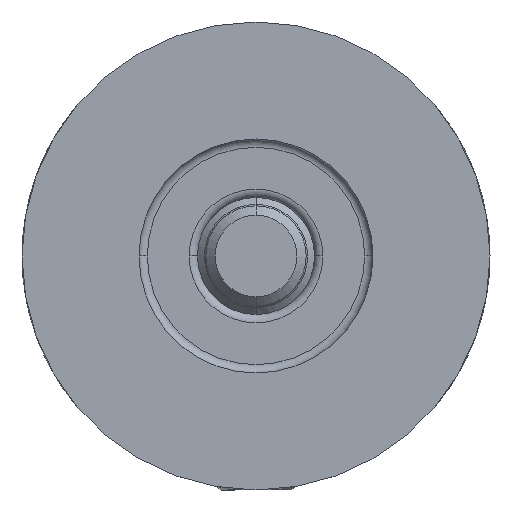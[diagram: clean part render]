
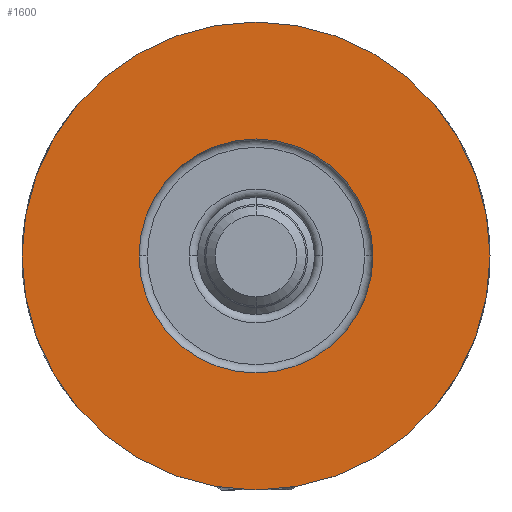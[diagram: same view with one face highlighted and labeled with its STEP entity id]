
A CAD part, front view. The second image highlights one B-rep face of the part: STEP entity #1600.
In plain terms, the highlighted face is planar.
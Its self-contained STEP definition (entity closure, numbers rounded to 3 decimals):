
#16 = ORIENTED_EDGE ( 'NONE', *, *, #3168, .F. ) ;
#56 = CIRCLE ( 'NONE', #2817, 7. ) ;
#62 = ORIENTED_EDGE ( 'NONE', *, *, #2941, .F. ) ;
#335 = CARTESIAN_POINT ( 'NONE',  ( 0., 0., 10. ) ) ;
#343 = CIRCLE ( 'NONE', #353, 7. ) ;
#353 = AXIS2_PLACEMENT_3D ( 'NONE', #2629, #1872, #2643 ) ;
#405 = FACE_OUTER_BOUND ( 'NONE', #2627, .T. ) ;
#410 = CARTESIAN_POINT ( 'NONE',  ( 14., 0., 10. ) ) ;
#488 = ORIENTED_EDGE ( 'NONE', *, *, #588, .F. ) ;
#588 = EDGE_CURVE ( 'NONE', #1437, #1916, #343, .T. ) ;
#602 = CARTESIAN_POINT ( 'NONE',  ( -15.613, -14., 10. ) ) ;
#615 = DIRECTION ( 'NONE',  ( -1., 0., 0. ) ) ;
#852 = CARTESIAN_POINT ( 'NONE',  ( 0., 0., 10. ) ) ;
#859 = DIRECTION ( 'NONE',  ( 0., 0., -1. ) ) ;
#1119 = CIRCLE ( 'NONE', #1282, 14. ) ;
#1282 = AXIS2_PLACEMENT_3D ( 'NONE', #1973, #2225, #1306 ) ;
#1306 = DIRECTION ( 'NONE',  ( -1., 0., 0. ) ) ;
#1339 = VERTEX_POINT ( 'NONE', #2621 ) ;
#1341 = FACE_BOUND ( 'NONE', #1521, .T. ) ;
#1372 = ORIENTED_EDGE ( 'NONE', *, *, #1949, .F. ) ;
#1437 = VERTEX_POINT ( 'NONE', #2393 ) ;
#1521 = EDGE_LOOP ( 'NONE', ( #488, #16 ) ) ;
#1600 = ADVANCED_FACE ( 'NONE', ( #1341, #405 ), #1819, .F. ) ;
#1623 = DIRECTION ( 'NONE',  ( 0., 0., 1. ) ) ;
#1680 = AXIS2_PLACEMENT_3D ( 'NONE', #852, #2582, #615 ) ;
#1819 = PLANE ( 'NONE',  #2904 ) ;
#1848 = CARTESIAN_POINT ( 'NONE',  ( 7., 0., 10. ) ) ;
#1872 = DIRECTION ( 'NONE',  ( 0., 0., 1. ) ) ;
#1916 = VERTEX_POINT ( 'NONE', #1848 ) ;
#1949 = EDGE_CURVE ( 'NONE', #2324, #1339, #2651, .T. ) ;
#1973 = CARTESIAN_POINT ( 'NONE',  ( 0., 0., 10. ) ) ;
#2225 = DIRECTION ( 'NONE',  ( 0., 0., -1. ) ) ;
#2311 = DIRECTION ( 'NONE',  ( -1., 0., 0. ) ) ;
#2324 = VERTEX_POINT ( 'NONE', #410 ) ;
#2393 = CARTESIAN_POINT ( 'NONE',  ( -7., 0., 10. ) ) ;
#2570 = DIRECTION ( 'NONE',  ( -1., 0., 0. ) ) ;
#2582 = DIRECTION ( 'NONE',  ( 0., 0., -1. ) ) ;
#2621 = CARTESIAN_POINT ( 'NONE',  ( -14., 0., 10. ) ) ;
#2627 = EDGE_LOOP ( 'NONE', ( #62, #1372 ) ) ;
#2629 = CARTESIAN_POINT ( 'NONE',  ( 0., 0., 10. ) ) ;
#2643 = DIRECTION ( 'NONE',  ( -1., 0., 0. ) ) ;
#2651 = CIRCLE ( 'NONE', #1680, 14. ) ;
#2817 = AXIS2_PLACEMENT_3D ( 'NONE', #335, #1623, #2311 ) ;
#2904 = AXIS2_PLACEMENT_3D ( 'NONE', #602, #859, #2570 ) ;
#2941 = EDGE_CURVE ( 'NONE', #1339, #2324, #1119, .T. ) ;
#3168 = EDGE_CURVE ( 'NONE', #1916, #1437, #56, .T. ) ;
